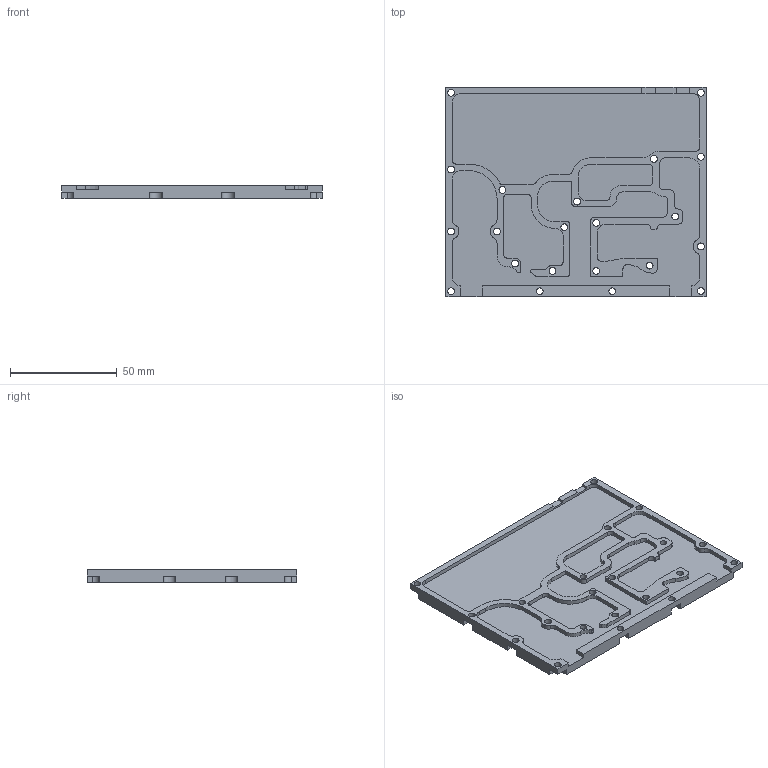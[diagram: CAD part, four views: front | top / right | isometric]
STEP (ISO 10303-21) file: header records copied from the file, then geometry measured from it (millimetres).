
FILE_DESCRIPTION(/* description */ (''),/* implementation_level */ '2;1');
FILE_NAME(/* name */ 'BottomShield.step',/* time_stamp */ '2020-09-27T10:41:37+02:00',/* author */ (''),/* organization */ (''),/* preprocessor_version */ 'ST-DEVELOPER v18.1',/* originating_system */ 'Autodesk Translation Framework v9.3.0.1241',/* authorisation */ '');
FILE_SCHEMA (('AUTOMOTIVE_DESIGN { 1 0 10303 214 3 1 1 }'));
Length unit declared in the file: millimetre
Products named in the file (1): BottomShield
Bounding box: 122 x 98 x 6 mm (x, y, z)
Volume: 51321 mm3; surface area: 29963.5 mm2
Topology: 1 solids, 1 shells, 264 faces, 753 edges, 503 vertices
Faces by surface type: plane 140, cylinder 123, bspline 1
Full cylindrical faces by diameter (mm): 3.2 x21, 6 x11
Entity records: 8811 total; most frequent: CARTESIAN_POINT 1558, DIRECTION 1525, ORIENTED_EDGE 1506, EDGE_CURVE 753, AXIS2_PLACEMENT_3D 510, LINE 505, VECTOR 505, VERTEX_POINT 503
